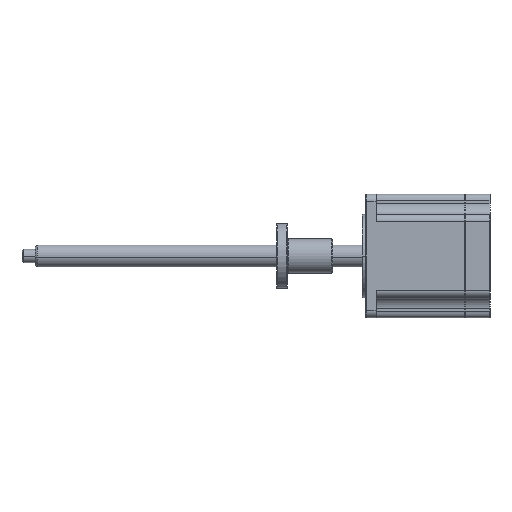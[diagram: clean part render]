
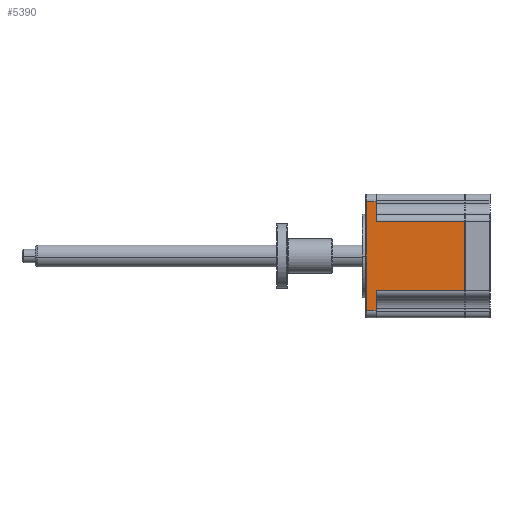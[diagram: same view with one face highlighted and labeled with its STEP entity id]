
A CAD part, left-side view. The second image highlights one B-rep face of the part: STEP entity #5390.
In plain terms, the highlighted planar face has unit normal (-1, 0, 0).
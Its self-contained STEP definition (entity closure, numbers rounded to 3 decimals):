
#40 = DIRECTION ( 'NONE',  ( 0., 0., -1. ) ) ;
#339 = VERTEX_POINT ( 'NONE', #11026 ) ;
#954 = CARTESIAN_POINT ( 'NONE',  ( -45.393, 5.199, 57.95 ) ) ;
#993 = LINE ( 'NONE', #5691, #3404 ) ;
#1421 = DIRECTION ( 'NONE',  ( 0., 0., 1. ) ) ;
#1478 = CARTESIAN_POINT ( 'NONE',  ( -45.393, -3.001, 8.75 ) ) ;
#1556 = EDGE_CURVE ( 'NONE', #4099, #11709, #9544, .T. ) ;
#1716 = AXIS2_PLACEMENT_3D ( 'NONE', #11143, #11181, #5697 ) ;
#2387 = ORIENTED_EDGE ( 'NONE', *, *, #8634, .T. ) ;
#2408 = LINE ( 'NONE', #4380, #4596 ) ;
#2702 = VECTOR ( 'NONE', #2953, 1000. ) ;
#2712 = CARTESIAN_POINT ( 'NONE',  ( -45.393, 9.699, 8.75 ) ) ;
#2953 = DIRECTION ( 'NONE',  ( 0., 1., 0. ) ) ;
#2977 = VERTEX_POINT ( 'NONE', #6870 ) ;
#3404 = VECTOR ( 'NONE', #10249, 1000. ) ;
#3647 = CARTESIAN_POINT ( 'NONE',  ( -45.393, -35.001, 49.15 ) ) ;
#3695 = CARTESIAN_POINT ( 'NONE',  ( -45.393, -35.001, 49.15 ) ) ;
#3861 = EDGE_CURVE ( 'NONE', #6324, #339, #10623, .T. ) ;
#3958 = EDGE_CURVE ( 'NONE', #4099, #2977, #2408, .T. ) ;
#4099 = VERTEX_POINT ( 'NONE', #3695 ) ;
#4140 = ORIENTED_EDGE ( 'NONE', *, *, #1556, .T. ) ;
#4380 = CARTESIAN_POINT ( 'NONE',  ( -45.393, -35.001, 17.55 ) ) ;
#4472 = CARTESIAN_POINT ( 'NONE',  ( -45.393, 5.199, 49.15 ) ) ;
#4596 = VECTOR ( 'NONE', #5254, 1000. ) ;
#4761 = CARTESIAN_POINT ( 'NONE',  ( -45.393, -35.001, 17.55 ) ) ;
#4991 = LINE ( 'NONE', #2712, #9564 ) ;
#5191 = VECTOR ( 'NONE', #1421, 1000. ) ;
#5254 = DIRECTION ( 'NONE',  ( 0., 0., -1. ) ) ;
#5306 = EDGE_CURVE ( 'NONE', #10762, #339, #4991, .T. ) ;
#5390 = ADVANCED_FACE ( 'NONE', ( #8981 ), #9278, .F. ) ;
#5494 = LINE ( 'NONE', #8763, #5191 ) ;
#5691 = CARTESIAN_POINT ( 'NONE',  ( -45.393, 5.199, 8.75 ) ) ;
#5697 = DIRECTION ( 'NONE',  ( 0., 0., 1. ) ) ;
#5753 = LINE ( 'NONE', #6593, #10335 ) ;
#6168 = CARTESIAN_POINT ( 'NONE',  ( -45.393, 9.699, 57.95 ) ) ;
#6324 = VERTEX_POINT ( 'NONE', #6507 ) ;
#6334 = ORIENTED_EDGE ( 'NONE', *, *, #11014, .T. ) ;
#6431 = DIRECTION ( 'NONE',  ( 0., 1., 0. ) ) ;
#6507 = CARTESIAN_POINT ( 'NONE',  ( -45.393, 5.199, 8.75 ) ) ;
#6593 = CARTESIAN_POINT ( 'NONE',  ( -45.393, -3.001, 57.95 ) ) ;
#6870 = CARTESIAN_POINT ( 'NONE',  ( -45.393, -35.001, 17.55 ) ) ;
#7129 = VECTOR ( 'NONE', #6431, 1000. ) ;
#7392 = ORIENTED_EDGE ( 'NONE', *, *, #10008, .T. ) ;
#7513 = VERTEX_POINT ( 'NONE', #9874 ) ;
#7526 = DIRECTION ( 'NONE',  ( 0., 1., 0. ) ) ;
#7644 = LINE ( 'NONE', #4761, #2702 ) ;
#7949 = EDGE_LOOP ( 'NONE', ( #4140, #2387, #7392, #8812, #8621, #6334, #11662, #10671 ) ) ;
#8621 = ORIENTED_EDGE ( 'NONE', *, *, #3861, .F. ) ;
#8634 = EDGE_CURVE ( 'NONE', #11709, #11252, #5494, .T. ) ;
#8763 = CARTESIAN_POINT ( 'NONE',  ( -45.393, 5.199, 8.75 ) ) ;
#8812 = ORIENTED_EDGE ( 'NONE', *, *, #5306, .T. ) ;
#8981 = FACE_OUTER_BOUND ( 'NONE', #7949, .T. ) ;
#9129 = EDGE_CURVE ( 'NONE', #2977, #7513, #7644, .T. ) ;
#9278 = PLANE ( 'NONE',  #1716 ) ;
#9544 = LINE ( 'NONE', #3647, #7129 ) ;
#9564 = VECTOR ( 'NONE', #40, 1000. ) ;
#9874 = CARTESIAN_POINT ( 'NONE',  ( -45.393, 5.199, 17.55 ) ) ;
#10008 = EDGE_CURVE ( 'NONE', #11252, #10762, #5753, .T. ) ;
#10249 = DIRECTION ( 'NONE',  ( 0., 0., 1. ) ) ;
#10335 = VECTOR ( 'NONE', #7526, 1000. ) ;
#10348 = VECTOR ( 'NONE', #11524, 1000. ) ;
#10623 = LINE ( 'NONE', #1478, #10348 ) ;
#10671 = ORIENTED_EDGE ( 'NONE', *, *, #3958, .F. ) ;
#10762 = VERTEX_POINT ( 'NONE', #6168 ) ;
#11014 = EDGE_CURVE ( 'NONE', #6324, #7513, #993, .T. ) ;
#11026 = CARTESIAN_POINT ( 'NONE',  ( -45.393, 9.699, 8.75 ) ) ;
#11143 = CARTESIAN_POINT ( 'NONE',  ( -45.393, -35.001, 17.55 ) ) ;
#11181 = DIRECTION ( 'NONE',  ( 1., 0., 0. ) ) ;
#11252 = VERTEX_POINT ( 'NONE', #954 ) ;
#11524 = DIRECTION ( 'NONE',  ( 0., 1., 0. ) ) ;
#11662 = ORIENTED_EDGE ( 'NONE', *, *, #9129, .F. ) ;
#11709 = VERTEX_POINT ( 'NONE', #4472 ) ;
